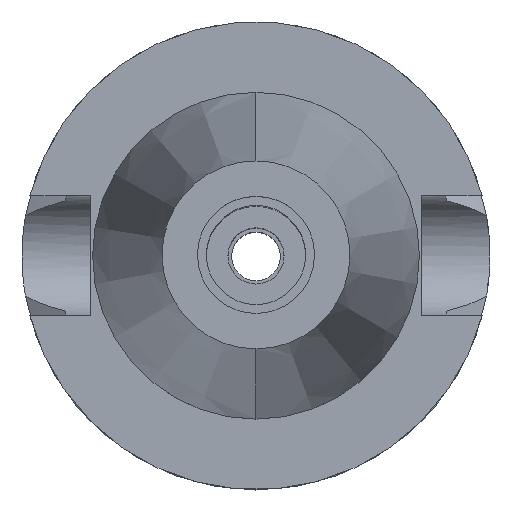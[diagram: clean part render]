
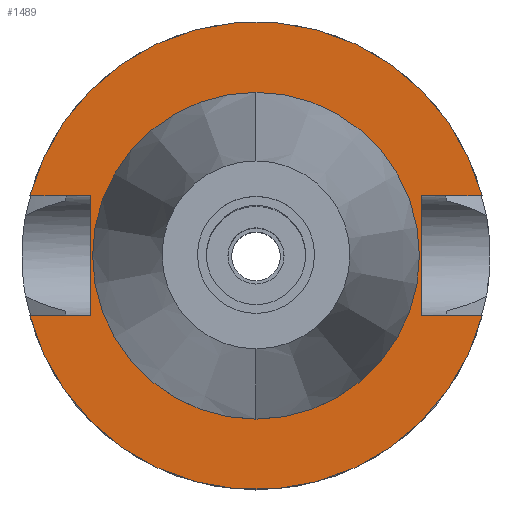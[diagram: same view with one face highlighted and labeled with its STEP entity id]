
A CAD part, top view. The second image highlights one B-rep face of the part: STEP entity #1489.
In plain terms, the highlighted planar face has unit normal (0, 0, 1).
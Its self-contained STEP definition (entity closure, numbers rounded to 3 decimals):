
#13 = DIRECTION ( 'NONE',  ( -1., 0., 0. ) ) ;
#30 = EDGE_CURVE ( 'NONE', #1956, #1899, #2003, .T. ) ;
#151 = CARTESIAN_POINT ( 'NONE',  ( 0., 0., -3. ) ) ;
#163 = CARTESIAN_POINT ( 'NONE',  ( -48.321, 12.85, -3. ) ) ;
#186 = CARTESIAN_POINT ( 'NONE',  ( 35.4, 12.85, -3. ) ) ;
#190 = DIRECTION ( 'NONE',  ( 0., 0., -1. ) ) ;
#324 = CARTESIAN_POINT ( 'NONE',  ( -48.321, -12.85, -3. ) ) ;
#341 = VECTOR ( 'NONE', #3470, 1000. ) ;
#377 = DIRECTION ( 'NONE',  ( 1., 0., 0. ) ) ;
#502 = ORIENTED_EDGE ( 'NONE', *, *, #2425, .T. ) ;
#508 = DIRECTION ( 'NONE',  ( 0., -1., 0. ) ) ;
#518 = FACE_BOUND ( 'NONE', #1102, .T. ) ;
#520 = ORIENTED_EDGE ( 'NONE', *, *, #2290, .F. ) ;
#547 = VERTEX_POINT ( 'NONE', #1750 ) ;
#564 = EDGE_CURVE ( 'NONE', #547, #1561, #2182, .T. ) ;
#613 = VERTEX_POINT ( 'NONE', #1876 ) ;
#675 = CIRCLE ( 'NONE', #2220, 34.925 ) ;
#784 = ORIENTED_EDGE ( 'NONE', *, *, #2076, .F. ) ;
#918 = CARTESIAN_POINT ( 'NONE',  ( 35.4, 12.85, -3. ) ) ;
#928 = CARTESIAN_POINT ( 'NONE',  ( 0., 0., -3. ) ) ;
#941 = LINE ( 'NONE', #2591, #2720 ) ;
#942 = AXIS2_PLACEMENT_3D ( 'NONE', #928, #2682, #2060 ) ;
#948 = EDGE_CURVE ( 'NONE', #2593, #613, #2558, .T. ) ;
#1037 = DIRECTION ( 'NONE',  ( 0., -1., 0. ) ) ;
#1097 = DIRECTION ( 'NONE',  ( 0., -1., 0. ) ) ;
#1102 = EDGE_LOOP ( 'NONE', ( #1218, #1383 ) ) ;
#1218 = ORIENTED_EDGE ( 'NONE', *, *, #1315, .F. ) ;
#1315 = EDGE_CURVE ( 'NONE', #1899, #1956, #675, .T. ) ;
#1323 = ORIENTED_EDGE ( 'NONE', *, *, #3277, .F. ) ;
#1383 = ORIENTED_EDGE ( 'NONE', *, *, #30, .F. ) ;
#1389 = DIRECTION ( 'NONE',  ( 0., 0., 1. ) ) ;
#1440 = ORIENTED_EDGE ( 'NONE', *, *, #2577, .F. ) ;
#1489 = ADVANCED_FACE ( 'NONE', ( #2491, #518 ), #3664, .F. ) ;
#1530 = AXIS2_PLACEMENT_3D ( 'NONE', #151, #190, #2969 ) ;
#1535 = CARTESIAN_POINT ( 'NONE',  ( 0., 0., -3. ) ) ;
#1561 = VERTEX_POINT ( 'NONE', #324 ) ;
#1568 = DIRECTION ( 'NONE',  ( 0., 0., 1. ) ) ;
#1585 = ORIENTED_EDGE ( 'NONE', *, *, #948, .F. ) ;
#1586 = VECTOR ( 'NONE', #377, 1000. ) ;
#1601 = CARTESIAN_POINT ( 'NONE',  ( 0., 34.925, -3. ) ) ;
#1655 = EDGE_LOOP ( 'NONE', ( #502, #3521, #1323, #520, #2885, #1585, #784, #1440 ) ) ;
#1750 = CARTESIAN_POINT ( 'NONE',  ( 48.321, -12.85, -3. ) ) ;
#1789 = VERTEX_POINT ( 'NONE', #2424 ) ;
#1876 = CARTESIAN_POINT ( 'NONE',  ( 48.321, 12.85, -3. ) ) ;
#1883 = CARTESIAN_POINT ( 'NONE',  ( 35.4, -12.85, -3. ) ) ;
#1899 = VERTEX_POINT ( 'NONE', #1601 ) ;
#1954 = VERTEX_POINT ( 'NONE', #1883 ) ;
#1956 = VERTEX_POINT ( 'NONE', #3050 ) ;
#2002 = VERTEX_POINT ( 'NONE', #3660 ) ;
#2003 = CIRCLE ( 'NONE', #3026, 34.925 ) ;
#2060 = DIRECTION ( 'NONE',  ( 0., 1., 0. ) ) ;
#2076 = EDGE_CURVE ( 'NONE', #2262, #2593, #3441, .T. ) ;
#2182 = CIRCLE ( 'NONE', #1530, 50. ) ;
#2220 = AXIS2_PLACEMENT_3D ( 'NONE', #1535, #1568, #2385 ) ;
#2229 = CARTESIAN_POINT ( 'NONE',  ( 0., 0., -3. ) ) ;
#2262 = VERTEX_POINT ( 'NONE', #2998 ) ;
#2270 = LINE ( 'NONE', #3220, #1586 ) ;
#2288 = LINE ( 'NONE', #918, #341 ) ;
#2290 = EDGE_CURVE ( 'NONE', #2002, #1954, #3018, .T. ) ;
#2313 = DIRECTION ( 'NONE',  ( -1., 0., 0. ) ) ;
#2385 = DIRECTION ( 'NONE',  ( 0., 1., 0. ) ) ;
#2405 = CARTESIAN_POINT ( 'NONE',  ( -35.4, -12.85, -3. ) ) ;
#2413 = VECTOR ( 'NONE', #1037, 1000. ) ;
#2424 = CARTESIAN_POINT ( 'NONE',  ( -35.4, -12.85, -3. ) ) ;
#2425 = EDGE_CURVE ( 'NONE', #1789, #1561, #941, .T. ) ;
#2491 = FACE_OUTER_BOUND ( 'NONE', #1655, .T. ) ;
#2549 = VECTOR ( 'NONE', #3556, 1000. ) ;
#2558 = CIRCLE ( 'NONE', #942, 50. ) ;
#2577 = EDGE_CURVE ( 'NONE', #1789, #2262, #3535, .T. ) ;
#2591 = CARTESIAN_POINT ( 'NONE',  ( -35.4, -12.85, -3. ) ) ;
#2593 = VERTEX_POINT ( 'NONE', #163 ) ;
#2682 = DIRECTION ( 'NONE',  ( 0., 0., -1. ) ) ;
#2720 = VECTOR ( 'NONE', #2313, 1000. ) ;
#2779 = VECTOR ( 'NONE', #13, 1000. ) ;
#2873 = CARTESIAN_POINT ( 'NONE',  ( -35.4, 12.85, -3. ) ) ;
#2885 = ORIENTED_EDGE ( 'NONE', *, *, #3000, .T. ) ;
#2969 = DIRECTION ( 'NONE',  ( 0., -1., 0. ) ) ;
#2998 = CARTESIAN_POINT ( 'NONE',  ( -35.4, 12.85, -3. ) ) ;
#3000 = EDGE_CURVE ( 'NONE', #2002, #613, #2288, .T. ) ;
#3018 = LINE ( 'NONE', #186, #2413 ) ;
#3026 = AXIS2_PLACEMENT_3D ( 'NONE', #3640, #1389, #508 ) ;
#3050 = CARTESIAN_POINT ( 'NONE',  ( 0., -34.925, -3. ) ) ;
#3129 = AXIS2_PLACEMENT_3D ( 'NONE', #2229, #3631, #1097 ) ;
#3220 = CARTESIAN_POINT ( 'NONE',  ( 35.4, -12.85, -3. ) ) ;
#3277 = EDGE_CURVE ( 'NONE', #1954, #547, #2270, .T. ) ;
#3441 = LINE ( 'NONE', #2873, #2779 ) ;
#3470 = DIRECTION ( 'NONE',  ( 1., 0., 0. ) ) ;
#3521 = ORIENTED_EDGE ( 'NONE', *, *, #564, .F. ) ;
#3535 = LINE ( 'NONE', #2405, #2549 ) ;
#3556 = DIRECTION ( 'NONE',  ( 0., 1., 0. ) ) ;
#3631 = DIRECTION ( 'NONE',  ( 0., 0., -1. ) ) ;
#3640 = CARTESIAN_POINT ( 'NONE',  ( 0., 0., -3. ) ) ;
#3660 = CARTESIAN_POINT ( 'NONE',  ( 35.4, 12.85, -3. ) ) ;
#3664 = PLANE ( 'NONE',  #3129 ) ;
